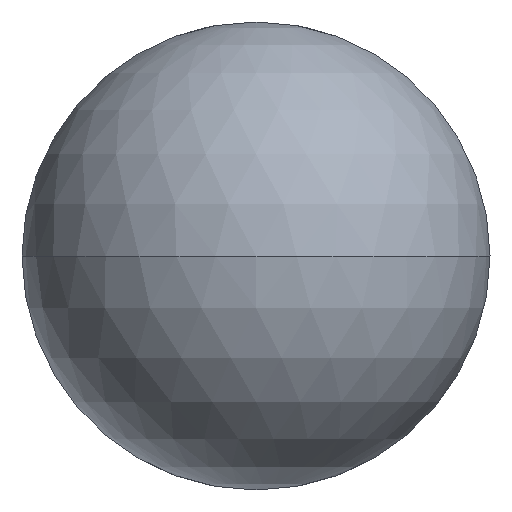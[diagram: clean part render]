
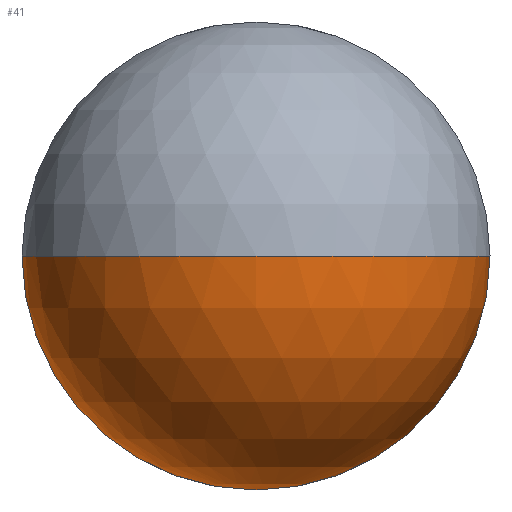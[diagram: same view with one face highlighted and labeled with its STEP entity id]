
A CAD part, front view. The second image highlights one B-rep face of the part: STEP entity #41.
In plain terms, the highlighted spherical face has radius 1.587 mm.
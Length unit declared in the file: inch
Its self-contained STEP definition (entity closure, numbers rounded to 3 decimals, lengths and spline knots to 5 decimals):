
#8 = CIRCLE ( 'NONE', #185, 0.0625 ) ;
#19 = AXIS2_PLACEMENT_3D ( 'NONE', #222, #386, #133 ) ;
#40 = CIRCLE ( 'NONE', #126, 0.0625 ) ;
#41 = ADVANCED_FACE ( 'NONE', ( #201 ), #316, .T. ) ;
#45 = VERTEX_POINT ( 'NONE', #48 ) ;
#48 = CARTESIAN_POINT ( 'NONE',  ( 0., 0., 0. ) ) ;
#50 = DIRECTION ( 'NONE',  ( 0., 0., -1. ) ) ;
#51 = CARTESIAN_POINT ( 'NONE',  ( 0., 0.0625, 0. ) ) ;
#63 = CARTESIAN_POINT ( 'NONE',  ( 0., 0.0625, 0. ) ) ;
#73 = ORIENTED_EDGE ( 'NONE', *, *, #402, .T. ) ;
#91 = AXIS2_PLACEMENT_3D ( 'NONE', #182, #50, #251 ) ;
#95 = DIRECTION ( 'NONE',  ( 0., -1., 0. ) ) ;
#115 = DIRECTION ( 'NONE',  ( 1., 0., 0. ) ) ;
#116 = ORIENTED_EDGE ( 'NONE', *, *, #508, .T. ) ;
#126 = AXIS2_PLACEMENT_3D ( 'NONE', #346, #95, #170 ) ;
#128 = ORIENTED_EDGE ( 'NONE', *, *, #488, .T. ) ;
#133 = DIRECTION ( 'NONE',  ( 0., 0., -1. ) ) ;
#143 = CARTESIAN_POINT ( 'NONE',  ( 0., 0.0625, -0.0625 ) ) ;
#170 = DIRECTION ( 'NONE',  ( 0., 0., -1. ) ) ;
#182 = CARTESIAN_POINT ( 'NONE',  ( 0., 0.0625, 0. ) ) ;
#185 = AXIS2_PLACEMENT_3D ( 'NONE', #63, #523, #115 ) ;
#189 = VERTEX_POINT ( 'NONE', #236 ) ;
#197 = VERTEX_POINT ( 'NONE', #143 ) ;
#201 = FACE_OUTER_BOUND ( 'NONE', #319, .T. ) ;
#214 = EDGE_CURVE ( 'NONE', #513, #45, #8, .T. ) ;
#222 = CARTESIAN_POINT ( 'NONE',  ( 0., 0.0625, 0. ) ) ;
#236 = CARTESIAN_POINT ( 'NONE',  ( 0.0625, 0.0625, 0. ) ) ;
#245 = ORIENTED_EDGE ( 'NONE', *, *, #214, .F. ) ;
#251 = DIRECTION ( 'NONE',  ( -1., 0., 0. ) ) ;
#316 = SPHERICAL_SURFACE ( 'NONE', #323, 0.0625 ) ;
#319 = EDGE_LOOP ( 'NONE', ( #116, #128, #73, #245 ) ) ;
#323 = AXIS2_PLACEMENT_3D ( 'NONE', #51, #459, #388 ) ;
#346 = CARTESIAN_POINT ( 'NONE',  ( 0., 0.0625, 0. ) ) ;
#386 = DIRECTION ( 'NONE',  ( 0., -1., 0. ) ) ;
#388 = DIRECTION ( 'NONE',  ( -1., 0., 0. ) ) ;
#402 = EDGE_CURVE ( 'NONE', #189, #45, #415, .T. ) ;
#415 = CIRCLE ( 'NONE', #91, 0.0625 ) ;
#459 = DIRECTION ( 'NONE',  ( 0., 0., -1. ) ) ;
#482 = CIRCLE ( 'NONE', #19, 0.0625 ) ;
#488 = EDGE_CURVE ( 'NONE', #197, #189, #40, .T. ) ;
#504 = CARTESIAN_POINT ( 'NONE',  ( -0.0625, 0.0625, 0. ) ) ;
#508 = EDGE_CURVE ( 'NONE', #513, #197, #482, .T. ) ;
#513 = VERTEX_POINT ( 'NONE', #504 ) ;
#523 = DIRECTION ( 'NONE',  ( 0., 0., 1. ) ) ;
